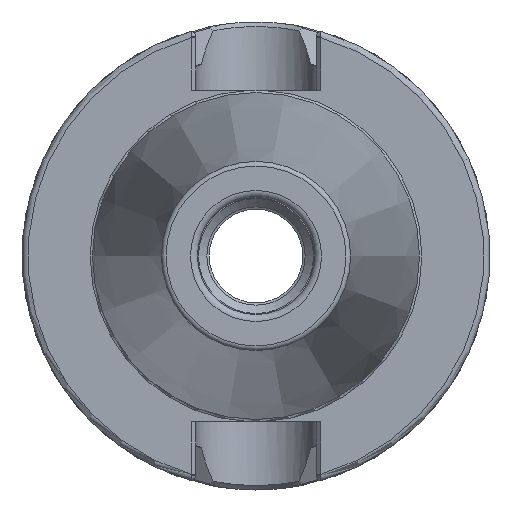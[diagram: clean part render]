
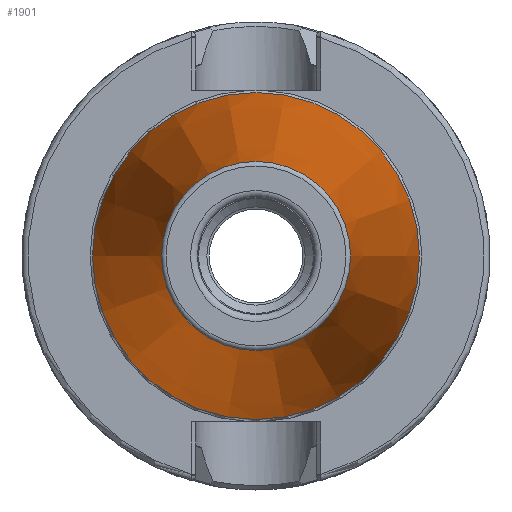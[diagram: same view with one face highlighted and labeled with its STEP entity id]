
A CAD part, left-side view. The second image highlights one B-rep face of the part: STEP entity #1901.
In plain terms, the highlighted conical face has half-angle 8.297 degrees and reference radius 27.564 mm.
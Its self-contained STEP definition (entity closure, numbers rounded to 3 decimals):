
#81=CONICAL_SURFACE('',#2142,27.564,0.145);
#163=CIRCLE('',#2139,20.204);
#164=CIRCLE('',#2140,20.204);
#166=CIRCLE('',#2143,34.925);
#378=FACE_OUTER_BOUND('',#494,.T.);
#494=EDGE_LOOP('',(#1654,#1655,#1656,#1657,#1658));
#595=LINE('',#4138,#698);
#698=VECTOR('',#2578,27.564);
#873=VERTEX_POINT('',#4130);
#874=VERTEX_POINT('',#4131);
#875=VERTEX_POINT('',#4136);
#1139=EDGE_CURVE('',#873,#874,#163,.T.);
#1140=EDGE_CURVE('',#874,#873,#164,.T.);
#1142=EDGE_CURVE('',#875,#875,#166,.T.);
#1143=EDGE_CURVE('',#875,#873,#595,.T.);
#1654=ORIENTED_EDGE('',*,*,#1142,.F.);
#1655=ORIENTED_EDGE('',*,*,#1143,.T.);
#1656=ORIENTED_EDGE('',*,*,#1139,.T.);
#1657=ORIENTED_EDGE('',*,*,#1140,.T.);
#1658=ORIENTED_EDGE('',*,*,#1143,.F.);
#1901=ADVANCED_FACE('',(#378),#81,.T.);
#2139=AXIS2_PLACEMENT_3D('',#4132,#2568,#2569);
#2140=AXIS2_PLACEMENT_3D('',#4133,#2570,#2571);
#2142=AXIS2_PLACEMENT_3D('',#4135,#2574,#2575);
#2143=AXIS2_PLACEMENT_3D('',#4137,#2576,#2577);
#2568=DIRECTION('center_axis',(1.,0.,0.));
#2569=DIRECTION('ref_axis',(0.,0.,-1.));
#2570=DIRECTION('center_axis',(1.,0.,0.));
#2571=DIRECTION('ref_axis',(0.,0.,-1.));
#2574=DIRECTION('center_axis',(1.,0.,0.));
#2575=DIRECTION('ref_axis',(0.,1.,0.));
#2576=DIRECTION('center_axis',(1.,0.,0.));
#2577=DIRECTION('ref_axis',(0.,0.,-1.));
#2578=DIRECTION('',(-0.99,0.144,0.));
#4130=CARTESIAN_POINT('',(-100.944,-20.204,0.));
#4131=CARTESIAN_POINT('',(-100.944,0.,20.204));
#4132=CARTESIAN_POINT('Origin',(-100.944,0.,
0.));
#4133=CARTESIAN_POINT('Origin',(-100.944,0.,
0.));
#4135=CARTESIAN_POINT('Origin',(-50.472,0.,
0.));
#4136=CARTESIAN_POINT('',(0.,-34.925,0.));
#4137=CARTESIAN_POINT('Origin',(0.,0.,
0.));
#4138=CARTESIAN_POINT('',(-50.472,-27.564,0.));
